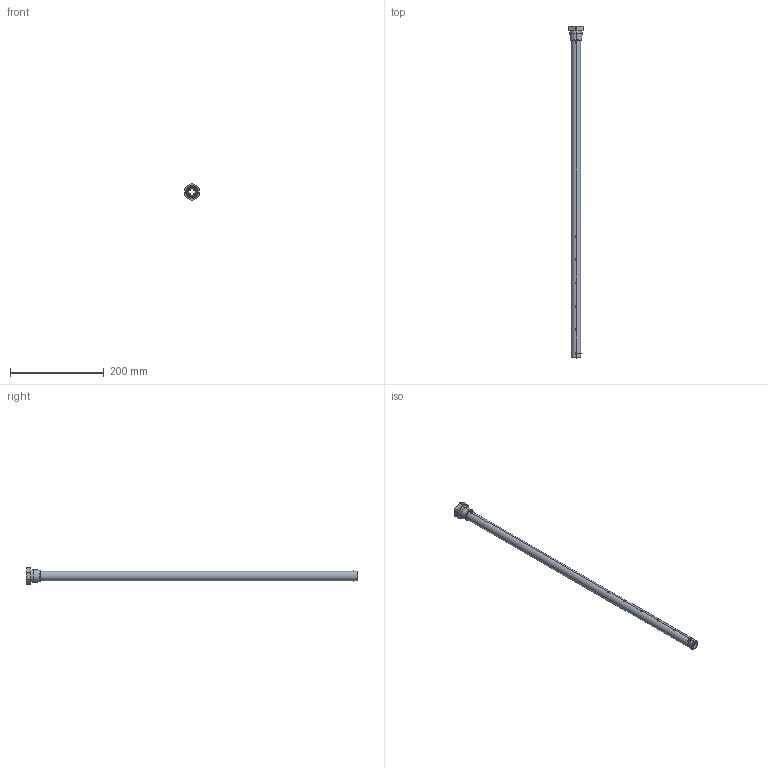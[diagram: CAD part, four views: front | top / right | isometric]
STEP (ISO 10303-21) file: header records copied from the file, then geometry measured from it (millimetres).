
FILE_DESCRIPTION (( 'STEP AP214' ), '1' );
FILE_NAME ('GWR-C700.STEP', '2020-05-20T16:23:58', ( '' ), ( '' ), 'SwSTEP 2.0', 'SolidWorks 2017', '' );
FILE_SCHEMA (( 'AUTOMOTIVE_DESIGN' ));
Length unit declared in the file: inch
Products named in the file (1): GWR-C700
Bounding box: 32 x 709.1 x 34.99 mm (x, y, z)
Volume: 51086.9 mm3; surface area: 87224.3 mm2
Topology: 1 solids, 1 shells, 125 faces, 428 edges, 278 vertices
Faces by surface type: cylinder 84, plane 19, cone 12, bspline 10
Entity records: 6881 total; most frequent: CARTESIAN_POINT 3330, ORIENTED_EDGE 856, DIRECTION 623, EDGE_CURVE 428, VERTEX_POINT 278, AXIS2_PLACEMENT_3D 241, B_SPLINE_CURVE_WITH_KNOTS 162, LINE 141
